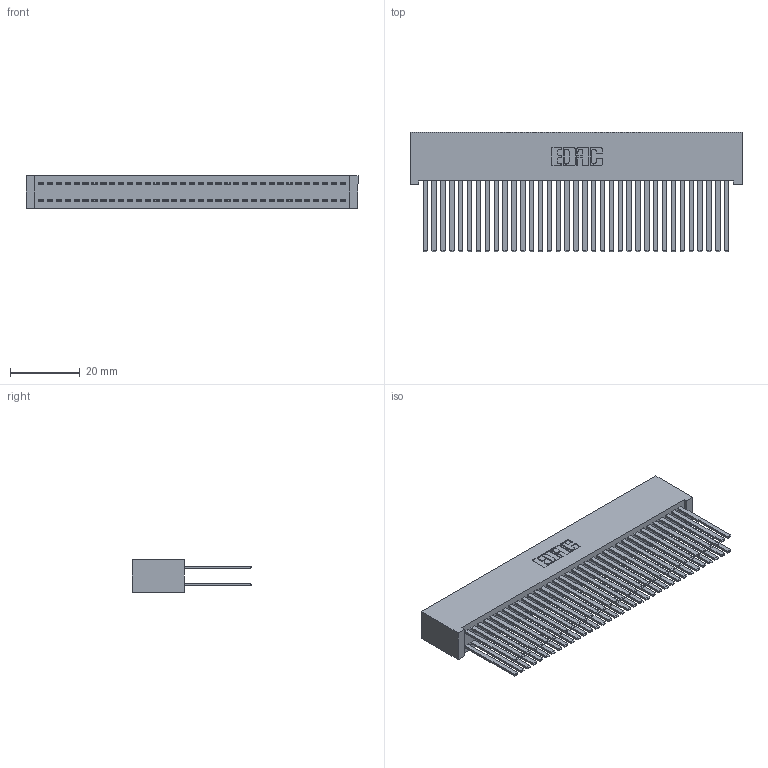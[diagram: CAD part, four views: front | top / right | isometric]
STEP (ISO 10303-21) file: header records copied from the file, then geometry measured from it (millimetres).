
FILE_DESCRIPTION (( 'STEP AP203' ), '1' );
FILE_NAME ('392-070-544-201.STEP', '2018-08-17T23:33:21', ( '' ), ( '' ), 'SwSTEP 2.0', 'SolidWorks 2016', '' );
FILE_SCHEMA (( 'CONFIG_CONTROL_DESIGN' ));
Length unit declared in the file: inch
Products named in the file (3): 342 Part_Lugless; 345-292-001_345-293-144; 392-070-544-201
Assembly tree (71 placements, depth 2):
  392-070-544-201
    342 Part_Lugless
    345-292-001_345-293-144  x70
Bounding box: 95.15 x 34.3 x 9.4 mm (x, y, z)
Volume: 9936.7 mm3; surface area: 19165.7 mm2
Topology: 71 solids, 71 shells, 3322 faces, 9865 edges, 6482 vertices
Faces by surface type: plane 2302, cylinder 1020
Entity records: 22829 total; most frequent: CARTESIAN_POINT 3786, ORIENTED_EDGE 3722, DIRECTION 3237, EDGE_CURVE 1861, LINE 1745, VECTOR 1745, VERTEX_POINT 1238, AXIS2_PLACEMENT_3D 746
